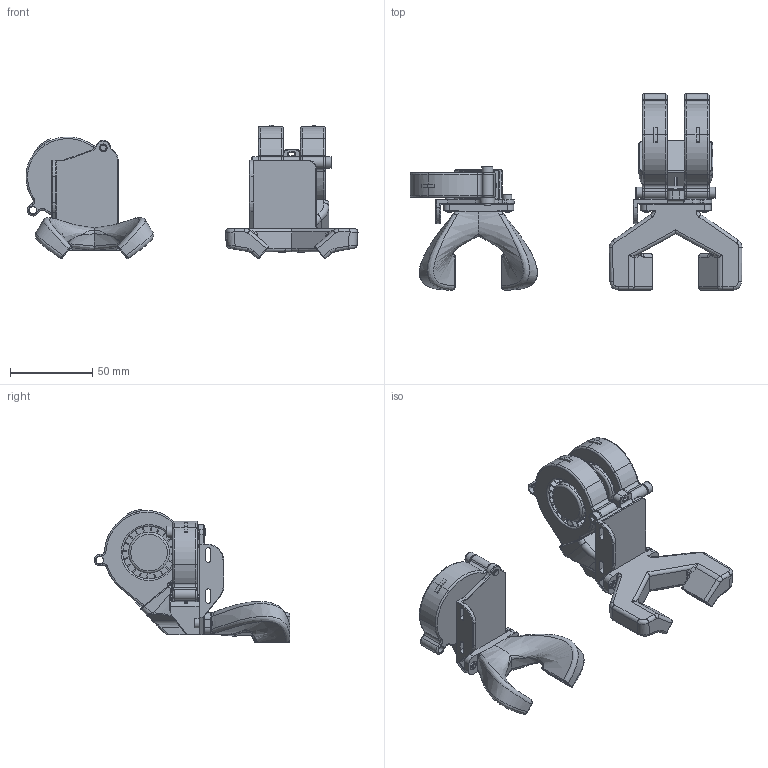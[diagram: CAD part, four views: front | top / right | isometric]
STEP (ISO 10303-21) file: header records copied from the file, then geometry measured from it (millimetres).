
FILE_DESCRIPTION(/* description */ ('Unknown'),/* implementation_level */ '2;1');
FILE_NAME(/* name */ 'Sprite Extruder Single and Dual 5015 Part Cooling',/* time_stamp */ '2025-07-19T12:24:02+02:00',/* author */ ('Unknown'),/* organization */ ('Unknown'),/* preprocessor_version */ 'ST-DEVELOPER v20',/* originating_system */ 'Solid Edge',/* authorisation */ 'Unknown');
FILE_SCHEMA (('AUTOMOTIVE_DESIGN {1 0 10303 214 3 1 1}'));
Length unit declared in the file: millimetre
Products named in the file (9): Sprite Extruder Single and Dual 5015 Part Cooling; Body Single 5015; Duct 5015 v1; 5015 fan; M3 Nut; M3x8 hex socket cap screw; M4x20 hex socket cap screw; Body Dual 5015; Duct 5015 v2
Assembly tree (18 placements, depth 2):
  Sprite Extruder Single and Dual 5015 Part Cooling
    Body Single 5015
    Duct 5015 v1
    5015 fan  x3
    M3 Nut  x4
    M3x8 hex socket cap screw  x4
    M4x20 hex socket cap screw  x3
    Body Dual 5015
    Duct 5015 v2
Bounding box: 201.9 x 119.17 x 81.35 mm (x, y, z)
Volume: 99483.6 mm3; surface area: 109508.5 mm2
Topology: 18 solids, 18 shells, 1713 faces, 4439 edges, 2767 vertices
Faces by surface type: plane 793, cylinder 538, bspline 191, torus 125, cone 66
Full cylindrical faces by diameter (mm): 2.9 x4, 3 x4, 3.2 x4, 3.3 x4, 3.8 x2, 4 x3, 4.5 x6, 5.5 x4, 6.9 x3, 9 x1, 19.703 x3, 25 x3, 32 x3, 40.6 x3
Entity records: 40909 total; most frequent: CARTESIAN_POINT 14438, ORIENTED_EDGE 5622, DIRECTION 5299, EDGE_CURVE 2811, AXIS2_PLACEMENT_3D 1919, VERTEX_POINT 1760, LINE 1461, VECTOR 1461
